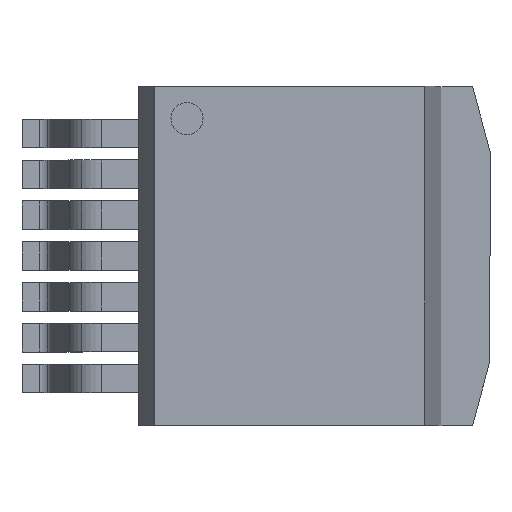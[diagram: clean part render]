
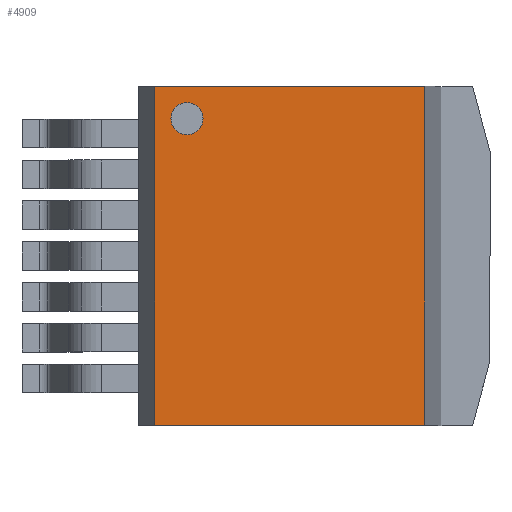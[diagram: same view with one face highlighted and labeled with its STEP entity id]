
A CAD part, top view. The second image highlights one B-rep face of the part: STEP entity #4909.
In plain terms, the highlighted planar face has unit normal (0, 0, 1).
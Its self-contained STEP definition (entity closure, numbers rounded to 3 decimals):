
#4599=CARTESIAN_POINT('',(-1.438,4.27,4.572));
#4600=VERTEX_POINT('',#4599);
#4616=CARTESIAN_POINT('',(-2.438,4.27,4.572));
#4617=VERTEX_POINT('',#4616);
#4624=CARTESIAN_POINT('',(-1.938,4.27,4.572));
#4625=DIRECTION('',(0.0,0.0,-1.0));
#4626=DIRECTION('',(1.0,0.0,0.0));
#4627=AXIS2_PLACEMENT_3D('',#4624,#4625,#4626);
#4628=CIRCLE('',#4627,0.5);
#4629=EDGE_CURVE('',#4600,#4617,#4628,.T.);
#4640=CARTESIAN_POINT('',(-1.938,4.27,4.572));
#4641=DIRECTION('',(0.0,0.0,-1.0));
#4642=DIRECTION('',(1.0,0.0,0.0));
#4643=AXIS2_PLACEMENT_3D('',#4640,#4641,#4642);
#4644=CIRCLE('',#4643,0.5);
#4645=EDGE_CURVE('',#4617,#4600,#4644,.T.);
#4817=CARTESIAN_POINT('',(-2.938,5.27,4.572));
#4818=VERTEX_POINT('',#4817);
#4825=CARTESIAN_POINT('',(5.462,5.27,4.572));
#4826=VERTEX_POINT('',#4825);
#4827=CARTESIAN_POINT('',(-2.938,5.27,4.572));
#4828=DIRECTION('',(1.0,0.0,0.0));
#4829=VECTOR('',#4828,8.4);
#4830=LINE('',#4827,#4829);
#4831=EDGE_CURVE('',#4818,#4826,#4830,.T.);
#4865=CARTESIAN_POINT('',(-2.938,-5.27,4.572));
#4866=VERTEX_POINT('',#4865);
#4873=CARTESIAN_POINT('',(-2.938,-5.27,4.572));
#4874=DIRECTION('',(0.0,1.0,0.0));
#4875=VECTOR('',#4874,10.541);
#4876=LINE('',#4873,#4875);
#4877=EDGE_CURVE('',#4866,#4818,#4876,.T.);
#4882=CARTESIAN_POINT('',(1.262,0.,4.572));
#4883=DIRECTION('',(0.0,0.0,1.0));
#4884=DIRECTION('',(0.0,-1.0,0.0));
#4885=AXIS2_PLACEMENT_3D('',#4882,#4883,#4884);
#4886=PLANE('',#4885);
#4887=ORIENTED_EDGE('',*,*,#4877,.F.);
#4888=CARTESIAN_POINT('',(5.462,-5.27,4.572));
#4889=VERTEX_POINT('',#4888);
#4890=CARTESIAN_POINT('',(5.462,-5.27,4.572));
#4891=DIRECTION('',(-1.0,0.0,0.0));
#4892=VECTOR('',#4891,8.4);
#4893=LINE('',#4890,#4892);
#4894=EDGE_CURVE('',#4889,#4866,#4893,.T.);
#4895=ORIENTED_EDGE('',*,*,#4894,.F.);
#4896=CARTESIAN_POINT('',(5.462,5.27,4.572));
#4897=DIRECTION('',(0.0,-1.0,0.0));
#4898=VECTOR('',#4897,10.541);
#4899=LINE('',#4896,#4898);
#4900=EDGE_CURVE('',#4826,#4889,#4899,.T.);
#4901=ORIENTED_EDGE('',*,*,#4900,.F.);
#4902=ORIENTED_EDGE('',*,*,#4831,.F.);
#4903=EDGE_LOOP('',(#4887,#4895,#4901,#4902));
#4904=FACE_OUTER_BOUND('',#4903,.T.);
#4905=ORIENTED_EDGE('',*,*,#4629,.T.);
#4906=ORIENTED_EDGE('',*,*,#4645,.T.);
#4907=EDGE_LOOP('',(#4905,#4906));
#4908=FACE_BOUND('',#4907,.T.);
#4909=ADVANCED_FACE('',(#4904,#4908),#4886,.T.);
